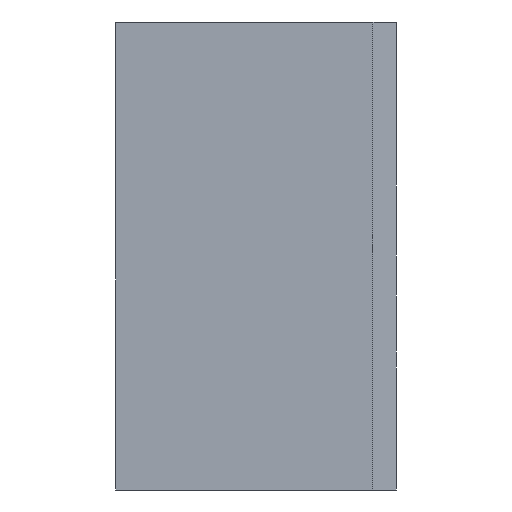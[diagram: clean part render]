
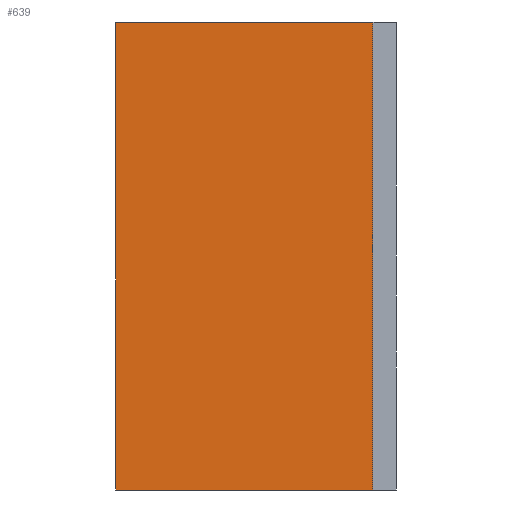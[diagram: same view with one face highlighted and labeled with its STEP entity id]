
A CAD part, left-side view. The second image highlights one B-rep face of the part: STEP entity #639.
In plain terms, the highlighted planar face has unit normal (-1, 0, 0).
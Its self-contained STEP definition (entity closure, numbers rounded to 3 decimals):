
#135=DIRECTION('',(0.,0.,1.));
#136=VECTOR('',#135,10.);
#137=CARTESIAN_POINT('',(0.,0.5,-5.));
#138=LINE('',#137,#136);
#142=DIRECTION('',(0.,1.,0.));
#143=VECTOR('',#142,5.5);
#144=CARTESIAN_POINT('',(0.,0.5,-5.));
#145=LINE('',#144,#143);
#165=DIRECTION('',(0.,0.,-1.));
#166=VECTOR('',#165,10.);
#167=CARTESIAN_POINT('',(0.,6.,5.));
#168=LINE('',#167,#166);
#404=DIRECTION('',(0.,1.,0.));
#405=VECTOR('',#404,5.5);
#406=CARTESIAN_POINT('',(0.,0.5,5.));
#407=LINE('',#406,#405);
#495=CARTESIAN_POINT('',(0.,6.,-5.));
#496=VERTEX_POINT('',#495);
#497=CARTESIAN_POINT('',(0.,0.5,-5.));
#498=VERTEX_POINT('',#497);
#535=CARTESIAN_POINT('',(0.,6.,5.));
#536=VERTEX_POINT('',#535);
#537=CARTESIAN_POINT('',(0.,0.5,5.));
#538=VERTEX_POINT('',#537);
#626=CARTESIAN_POINT('',(0.,6.,-5.));
#627=DIRECTION('',(-1.,0.,0.));
#628=DIRECTION('',(0.,-1.,0.));
#629=AXIS2_PLACEMENT_3D('',#626,#627,#628);
#630=PLANE('',#629);
#632=ORIENTED_EDGE('',*,*,#631,.F.);
#634=ORIENTED_EDGE('',*,*,#633,.F.);
#635=ORIENTED_EDGE('',*,*,#618,.F.);
#636=ORIENTED_EDGE('',*,*,#574,.T.);
#637=EDGE_LOOP('',(#632,#634,#635,#636));
#638=FACE_OUTER_BOUND('',#637,.F.);
#639=ADVANCED_FACE('',(#638),#630,.T.);
#574=EDGE_CURVE('',#498,#496,#145,.T.);
#618=EDGE_CURVE('',#498,#538,#138,.T.);
#631=EDGE_CURVE('',#536,#496,#168,.T.);
#633=EDGE_CURVE('',#538,#536,#407,.T.);
